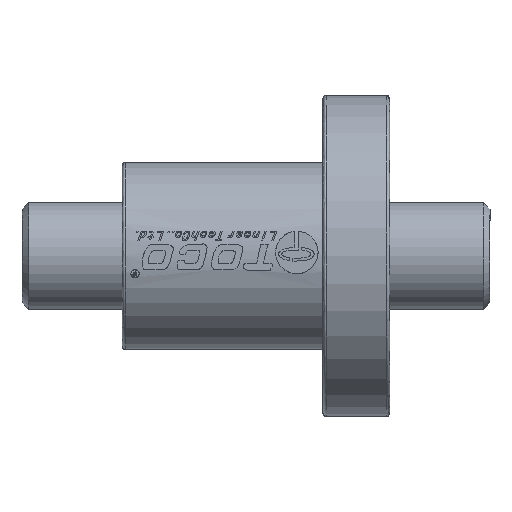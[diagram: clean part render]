
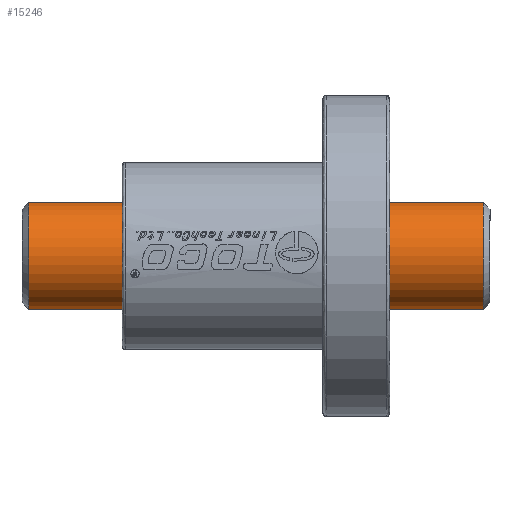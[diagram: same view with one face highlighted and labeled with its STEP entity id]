
A CAD part, top view. The second image highlights one B-rep face of the part: STEP entity #15246.
In plain terms, the highlighted cylindrical face has radius 8 mm (diameter 16 mm), a partial arc.
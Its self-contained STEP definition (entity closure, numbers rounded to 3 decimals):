
#3524 = DIRECTION ( 'NONE',  ( 0., 1., 0. ) ) ;
#3927 = DIRECTION ( 'NONE',  ( 1., 0., 0. ) ) ;
#4870 = DIRECTION ( 'NONE',  ( 1., 0., 0. ) ) ;
#5602 = EDGE_CURVE ( 'NONE', #13170, #10326, #20340, .T. ) ;
#5884 = CIRCLE ( 'NONE', #18323, 8. ) ;
#6890 = CYLINDRICAL_SURFACE ( 'NONE', #21581, 8. ) ;
#6954 = ORIENTED_EDGE ( 'NONE', *, *, #21154, .T. ) ;
#7652 = CARTESIAN_POINT ( 'NONE',  ( -69., 0., 0. ) ) ;
#7882 = DIRECTION ( 'NONE',  ( 1., 0., 0. ) ) ;
#8112 = VERTEX_POINT ( 'NONE', #18116 ) ;
#8848 = CARTESIAN_POINT ( 'NONE',  ( -1., 0., 0. ) ) ;
#9596 = EDGE_CURVE ( 'NONE', #8112, #13170, #21366, .T. ) ;
#10326 = VERTEX_POINT ( 'NONE', #10909 ) ;
#10909 = CARTESIAN_POINT ( 'NONE',  ( -1., 8., 0. ) ) ;
#12924 = DIRECTION ( 'NONE',  ( 1., 0., 0. ) ) ;
#13082 = CARTESIAN_POINT ( 'NONE',  ( -70., 8., 0. ) ) ;
#13170 = VERTEX_POINT ( 'NONE', #19672 ) ;
#14570 = CARTESIAN_POINT ( 'NONE',  ( -70., -8., 0. ) ) ;
#14736 = DIRECTION ( 'NONE',  ( 0., 1., 0. ) ) ;
#14823 = LINE ( 'NONE', #13082, #20533 ) ;
#14978 = ORIENTED_EDGE ( 'NONE', *, *, #22066, .F. ) ;
#15183 = CARTESIAN_POINT ( 'NONE',  ( -69., 8., 0. ) ) ;
#15246 = ADVANCED_FACE ( 'NONE', ( #21205 ), #6890, .T. ) ;
#15504 = ORIENTED_EDGE ( 'NONE', *, *, #9596, .T. ) ;
#16952 = VECTOR ( 'NONE', #3927, 1000. ) ;
#18098 = EDGE_LOOP ( 'NONE', ( #6954, #15504, #20835, #14978 ) ) ;
#18116 = CARTESIAN_POINT ( 'NONE',  ( -69., -8., 0. ) ) ;
#18323 = AXIS2_PLACEMENT_3D ( 'NONE', #7652, #7882, #14736 ) ;
#18949 = CARTESIAN_POINT ( 'NONE',  ( -70., 0., 0. ) ) ;
#19504 = DIRECTION ( 'NONE',  ( -1., 0., 0. ) ) ;
#19672 = CARTESIAN_POINT ( 'NONE',  ( -1., -8., 0. ) ) ;
#20340 = CIRCLE ( 'NONE', #22197, 8. ) ;
#20533 = VECTOR ( 'NONE', #12924, 1000. ) ;
#20835 = ORIENTED_EDGE ( 'NONE', *, *, #5602, .T. ) ;
#21154 = EDGE_CURVE ( 'NONE', #21248, #8112, #5884, .T. ) ;
#21205 = FACE_OUTER_BOUND ( 'NONE', #18098, .T. ) ;
#21248 = VERTEX_POINT ( 'NONE', #15183 ) ;
#21366 = LINE ( 'NONE', #14570, #16952 ) ;
#21581 = AXIS2_PLACEMENT_3D ( 'NONE', #18949, #4870, #22531 ) ;
#22066 = EDGE_CURVE ( 'NONE', #21248, #10326, #14823, .T. ) ;
#22197 = AXIS2_PLACEMENT_3D ( 'NONE', #8848, #19504, #3524 ) ;
#22531 = DIRECTION ( 'NONE',  ( 0., 1., 0. ) ) ;
